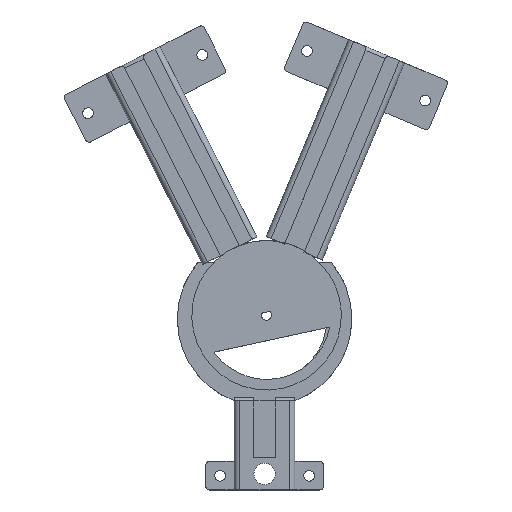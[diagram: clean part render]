
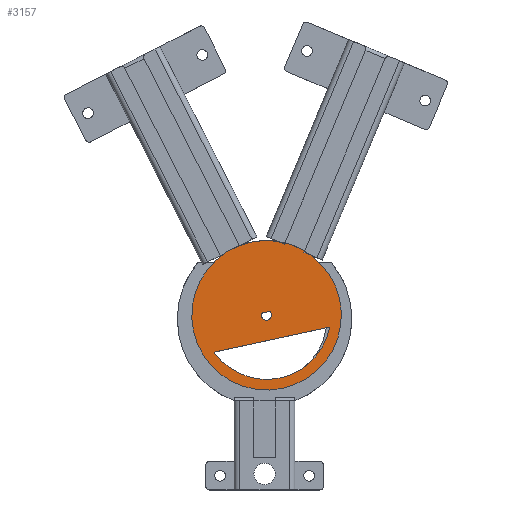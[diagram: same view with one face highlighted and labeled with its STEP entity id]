
A CAD part, top view. The second image highlights one B-rep face of the part: STEP entity #3157.
In plain terms, the highlighted face is planar.
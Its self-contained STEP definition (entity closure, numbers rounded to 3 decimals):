
#67=FACE_BOUND('',#1117,.T.);
#68=FACE_BOUND('',#1118,.T.);
#129=PLANE('',#3492);
#364=LINE('',#5375,#653);
#365=LINE('',#5379,#654);
#653=VECTOR('',#4266,10.);
#654=VECTOR('',#4269,10.);
#930=FACE_OUTER_BOUND('',#1116,.T.);
#1116=EDGE_LOOP('',(#2735));
#1117=EDGE_LOOP('',(#2736,#2737));
#1118=EDGE_LOOP('',(#2738,#2739));
#1301=CIRCLE('',#3493,21.);
#1302=CIRCLE('',#3494,18.);
#1303=CIRCLE('',#3495,1.4);
#1563=VERTEX_POINT('',#5370);
#1564=VERTEX_POINT('',#5372);
#1565=VERTEX_POINT('',#5373);
#1566=VERTEX_POINT('',#5376);
#1567=VERTEX_POINT('',#5377);
#1971=EDGE_CURVE('',#1563,#1563,#1301,.T.);
#1972=EDGE_CURVE('',#1564,#1565,#1302,.T.);
#1973=EDGE_CURVE('',#1565,#1564,#364,.T.);
#1974=EDGE_CURVE('',#1566,#1567,#1303,.T.);
#1975=EDGE_CURVE('',#1567,#1566,#365,.T.);
#2735=ORIENTED_EDGE('',*,*,#1971,.T.);
#2736=ORIENTED_EDGE('',*,*,#1972,.T.);
#2737=ORIENTED_EDGE('',*,*,#1973,.T.);
#2738=ORIENTED_EDGE('',*,*,#1974,.T.);
#2739=ORIENTED_EDGE('',*,*,#1975,.T.);
#3157=ADVANCED_FACE('',(#930,#67,#68),#129,.T.);
#3492=AXIS2_PLACEMENT_3D('',#5369,#4260,#4261);
#3493=AXIS2_PLACEMENT_3D('',#5371,#4262,#4263);
#3494=AXIS2_PLACEMENT_3D('',#5374,#4264,#4265);
#3495=AXIS2_PLACEMENT_3D('',#5378,#4267,#4268);
#4260=DIRECTION('center_axis',(0.,0.,-1.));
#4261=DIRECTION('ref_axis',(-1.,0.,0.));
#4262=DIRECTION('center_axis',(0.,0.,-1.));
#4263=DIRECTION('ref_axis',(-1.,0.,0.));
#4264=DIRECTION('center_axis',(0.,0.,1.));
#4265=DIRECTION('ref_axis',(0.922,-0.387,0.));
#4266=DIRECTION('',(-1.,0.,0.));
#4267=DIRECTION('center_axis',(0.,0.,1.));
#4268=DIRECTION('ref_axis',(0.766,0.643,0.));
#4269=DIRECTION('',(-1.,0.,0.));
#5369=CARTESIAN_POINT('Origin',(0.,0.,-3.));
#5370=CARTESIAN_POINT('',(-21.,0.,-3.));
#5371=CARTESIAN_POINT('Origin',(0.,0.,-3.));
#5372=CARTESIAN_POINT('',(-16.597,-6.968,-3.));
#5373=CARTESIAN_POINT('',(16.597,-6.968,-3.));
#5374=CARTESIAN_POINT('Origin',(0.,0.,-3.));
#5375=CARTESIAN_POINT('',(16.597,-6.968,-3.));
#5376=CARTESIAN_POINT('',(-1.072,0.9,-3.));
#5377=CARTESIAN_POINT('',(1.072,0.9,-3.));
#5378=CARTESIAN_POINT('Origin',(0.,0.,-3.));
#5379=CARTESIAN_POINT('',(1.072,0.9,-3.));
